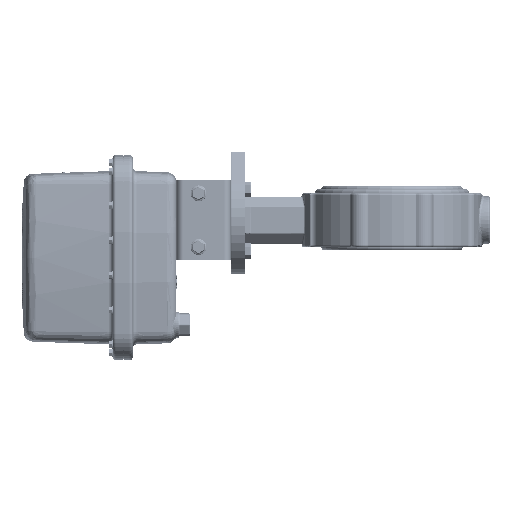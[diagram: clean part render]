
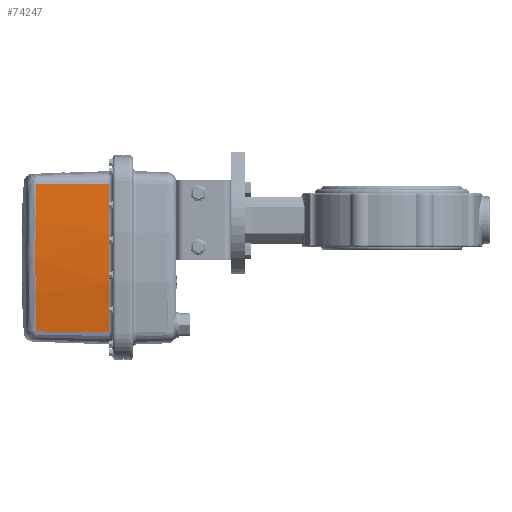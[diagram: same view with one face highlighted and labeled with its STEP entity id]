
A CAD part, left-side view. The second image highlights one B-rep face of the part: STEP entity #74247.
In plain terms, the highlighted conical face has half-angle 2 degrees and reference radius 508 mm.
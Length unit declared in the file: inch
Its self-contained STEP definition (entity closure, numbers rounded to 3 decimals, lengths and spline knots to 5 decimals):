
#5933 = AXIS2_PLACEMENT_3D ( 'NONE', #128844, #124340, #16074 ) ;
#8162 = AXIS2_PLACEMENT_3D ( 'NONE', #24664, #131503, #67718 ) ;
#14671 = CARTESIAN_POINT ( 'NONE',  ( 1.76018, 3.23684, -2.28864 ) ) ;
#15362 = CARTESIAN_POINT ( 'NONE',  ( 1.88632, 3.25536, 0. ) ) ;
#15424 = VECTOR ( 'NONE', #111419, 39.37008 ) ;
#16074 = DIRECTION ( 'NONE',  ( 0., 0., -1. ) ) ;
#16145 = CARTESIAN_POINT ( 'NONE',  ( 1.79076, 0.51977, 2.75686 ) ) ;
#17283 = LINE ( 'NONE', #60383, #15424 ) ;
#19297 = ORIENTED_EDGE ( 'NONE', *, *, #69951, .T. ) ;
#20973 = EDGE_CURVE ( 'NONE', #133342, #119532, #80662, .T. ) ;
#21656 = CIRCLE ( 'NONE', #5933, 19.98185 ) ;
#24161 = EDGE_CURVE ( 'NONE', #133342, #66684, #17283, .T. ) ;
#24664 = CARTESIAN_POINT ( 'NONE',  ( -18., 0., 0. ) ) ;
#25376 = EDGE_LOOP ( 'NONE', ( #51708, #123943, #132957, #49346, #19297 ) ) ;
#25993 = CARTESIAN_POINT ( 'NONE',  ( 1.80767, 3.23688, -1.83243 ) ) ;
#30494 = VERTEX_POINT ( 'NONE', #66076 ) ;
#37635 = CARTESIAN_POINT ( 'NONE',  ( 1.88632, 3.25536, 0. ) ) ;
#40821 = CARTESIAN_POINT ( 'NONE',  ( 1.79076, 0.51977, -2.75686 ) ) ;
#43286 = CARTESIAN_POINT ( 'NONE',  ( 1.69672, 3.23863, -2.74376 ) ) ;
#49346 = ORIENTED_EDGE ( 'NONE', *, *, #20973, .T. ) ;
#49599 = CARTESIAN_POINT ( 'NONE',  ( 1.8866, 3.24732, 0.45947 ) ) ;
#51708 = ORIENTED_EDGE ( 'NONE', *, *, #138701, .T. ) ;
#53113 = VECTOR ( 'NONE', #60201, 39.37008 ) ;
#60201 = DIRECTION ( 'NONE',  ( 0.035, -0.999, 0.005 ) ) ;
#60383 = CARTESIAN_POINT ( 'NONE',  ( 1.80873, 0., -2.75937 ) ) ;
#66076 = CARTESIAN_POINT ( 'NONE',  ( 1.69672, 3.23863, 2.74376 ) ) ;
#66684 = VERTEX_POINT ( 'NONE', #40821 ) ;
#67718 = DIRECTION ( 'NONE',  ( 0., 0., -1. ) ) ;
#68358 = CARTESIAN_POINT ( 'NONE',  ( 1.69672, 3.23863, -2.74376 ) ) ;
#69053 = CARTESIAN_POINT ( 'NONE',  ( 1.87088, 3.24212, -0.91784 ) ) ;
#69951 = EDGE_CURVE ( 'NONE', #119532, #30494, #134316, .T. ) ;
#74247 = ADVANCED_FACE ( 'NONE', ( #109570 ), #85012, .T. ) ;
#80017 = CARTESIAN_POINT ( 'NONE',  ( 1.76018, 3.23684, 2.28864 ) ) ;
#80662 = B_SPLINE_CURVE_WITH_KNOTS ( 'NONE', 3,
 ( #68358, #14671, #25993, #69053, #112299, #15362 ),
 .UNSPECIFIED., .F., .F.,
 ( 4, 2, 4 ),
 ( 0., 0.03493, 0.06986 ),
 .UNSPECIFIED. ) ;
#80732 = CARTESIAN_POINT ( 'NONE',  ( 1.80767, 3.23688, 1.83243 ) ) ;
#84729 = VERTEX_POINT ( 'NONE', #16145 ) ;
#85012 = CONICAL_SURFACE ( 'NONE', #8162, 20., 0.035 ) ;
#92091 = CARTESIAN_POINT ( 'NONE',  ( 1.87088, 3.24212, 0.91784 ) ) ;
#92820 = LINE ( 'NONE', #137342, #53113 ) ;
#95405 = EDGE_CURVE ( 'NONE', #84729, #66684, #21656, .T. ) ;
#109570 = FACE_OUTER_BOUND ( 'NONE', #25376, .T. ) ;
#111419 = DIRECTION ( 'NONE',  ( 0.035, -0.999, -0.005 ) ) ;
#112299 = CARTESIAN_POINT ( 'NONE',  ( 1.8866, 3.24732, -0.45947 ) ) ;
#119532 = VERTEX_POINT ( 'NONE', #132657 ) ;
#123943 = ORIENTED_EDGE ( 'NONE', *, *, #95405, .T. ) ;
#124340 = DIRECTION ( 'NONE',  ( 0., 1., 0. ) ) ;
#128844 = CARTESIAN_POINT ( 'NONE',  ( -18., 0.51977, 0. ) ) ;
#131503 = DIRECTION ( 'NONE',  ( 0., -1., 0. ) ) ;
#132657 = CARTESIAN_POINT ( 'NONE',  ( 1.88632, 3.25536, 0. ) ) ;
#132957 = ORIENTED_EDGE ( 'NONE', *, *, #24161, .F. ) ;
#133342 = VERTEX_POINT ( 'NONE', #43286 ) ;
#134316 = B_SPLINE_CURVE_WITH_KNOTS ( 'NONE', 3,
 ( #37635, #49599, #92091, #80732, #80017, #135934 ),
 .UNSPECIFIED., .F., .F.,
 ( 4, 2, 4 ),
 ( 0., 0.03493, 0.06986 ),
 .UNSPECIFIED. ) ;
#135934 = CARTESIAN_POINT ( 'NONE',  ( 1.69672, 3.23863, 2.74376 ) ) ;
#137342 = CARTESIAN_POINT ( 'NONE',  ( 1.80873, 0., 2.75937 ) ) ;
#138701 = EDGE_CURVE ( 'NONE', #30494, #84729, #92820, .T. ) ;
